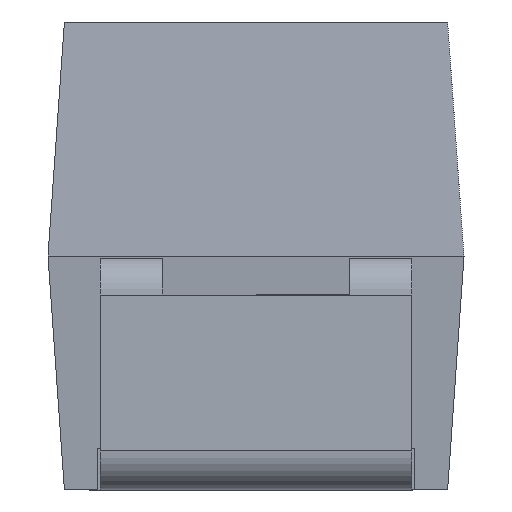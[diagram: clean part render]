
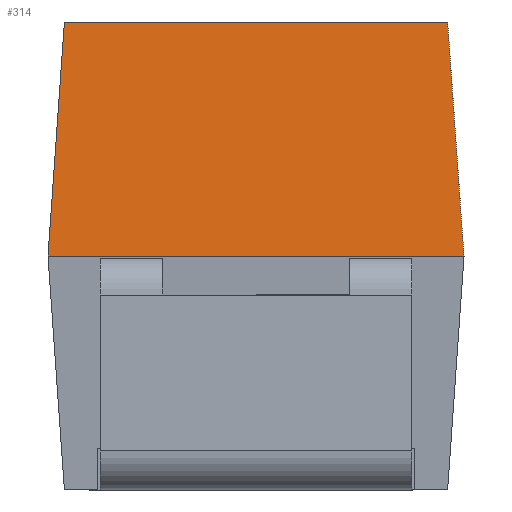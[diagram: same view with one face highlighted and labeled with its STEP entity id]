
A CAD part, left-side view. The second image highlights one B-rep face of the part: STEP entity #314.
In plain terms, the highlighted planar face has unit normal (-0.998, 0, 0.07).
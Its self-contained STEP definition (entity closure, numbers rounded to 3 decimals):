
#161 = VERTEX_POINT ( 'NONE', #2102 ) ;
#169 = VERTEX_POINT ( 'NONE', #2113 ) ;
#218 = EDGE_LOOP ( 'NONE', ( #1395, #1394, #1393, #1392 ) ) ;
#267 = VERTEX_POINT ( 'NONE', #1879 ) ;
#279 = VERTEX_POINT ( 'NONE', #1940 ) ;
#314 = ADVANCED_FACE ( 'NONE', ( #609 ), #1873, .T. ) ;
#549 = EDGE_CURVE ( 'NONE', #279, #267, #1511, .T. ) ;
#556 = EDGE_CURVE ( 'NONE', #169, #161, #1527, .T. ) ;
#609 = FACE_OUTER_BOUND ( 'NONE', #218, .T. ) ;
#797 = DIRECTION ( 'NONE',  ( 0., 1., 0. ) ) ;
#836 = DIRECTION ( 'NONE',  ( -0.07, -0.07, -0.995 ) ) ;
#846 = DIRECTION ( 'NONE',  ( 0.07, -0.07, 0.995 ) ) ;
#850 = CARTESIAN_POINT ( 'NONE',  ( -1.5, 0.8, 0.893 ) ) ;
#873 = CARTESIAN_POINT ( 'NONE',  ( -1.437, -0.8, 1.8 ) ) ;
#948 = CARTESIAN_POINT ( 'NONE',  ( -1.438, -0.738, 1.789 ) ) ;
#958 = CARTESIAN_POINT ( 'NONE',  ( -1.5, -0.8, 0.9 ) ) ;
#993 = DIRECTION ( 'NONE',  ( 0., 1., 0. ) ) ;
#1128 = EDGE_CURVE ( 'NONE', #267, #161, #1577, .T. ) ;
#1130 = EDGE_CURVE ( 'NONE', #169, #279, #1575, .T. ) ;
#1287 = AXIS2_PLACEMENT_3D ( 'NONE', #1870, #1857, #1856 ) ;
#1392 = ORIENTED_EDGE ( 'NONE', *, *, #1130, .F. ) ;
#1393 = ORIENTED_EDGE ( 'NONE', *, *, #549, .F. ) ;
#1394 = ORIENTED_EDGE ( 'NONE', *, *, #1128, .F. ) ;
#1395 = ORIENTED_EDGE ( 'NONE', *, *, #556, .T. ) ;
#1511 = LINE ( 'NONE', #958, #1516 ) ;
#1516 = VECTOR ( 'NONE', #993, 1000. ) ;
#1527 = LINE ( 'NONE', #873, #1530 ) ;
#1530 = VECTOR ( 'NONE', #797, 1000. ) ;
#1575 = LINE ( 'NONE', #948, #1584 ) ;
#1577 = LINE ( 'NONE', #850, #1580 ) ;
#1580 = VECTOR ( 'NONE', #846, 1000. ) ;
#1584 = VECTOR ( 'NONE', #836, 1000. ) ;
#1856 = DIRECTION ( 'NONE',  ( 0.07, 0., 0.998 ) ) ;
#1857 = DIRECTION ( 'NONE',  ( -0.998, 0., 0.07 ) ) ;
#1870 = CARTESIAN_POINT ( 'NONE',  ( -1.437, -0.8, 1.8 ) ) ;
#1873 = PLANE ( 'NONE',  #1287 ) ;
#1879 = CARTESIAN_POINT ( 'NONE',  ( -1.5, 0.8, 0.9 ) ) ;
#1940 = CARTESIAN_POINT ( 'NONE',  ( -1.5, -0.8, 0.9 ) ) ;
#2102 = CARTESIAN_POINT ( 'NONE',  ( -1.437, 0.737, 1.8 ) ) ;
#2113 = CARTESIAN_POINT ( 'NONE',  ( -1.437, -0.737, 1.8 ) ) ;
